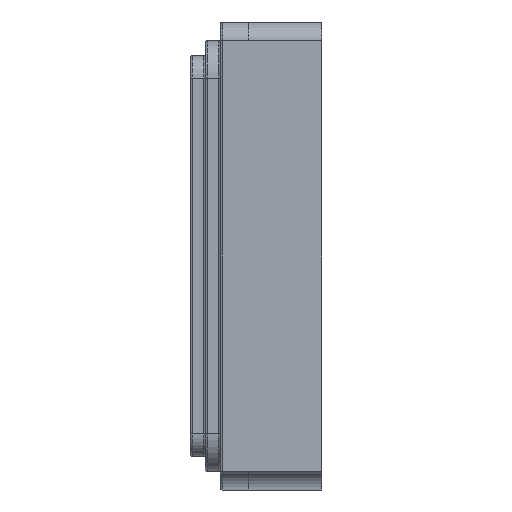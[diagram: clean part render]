
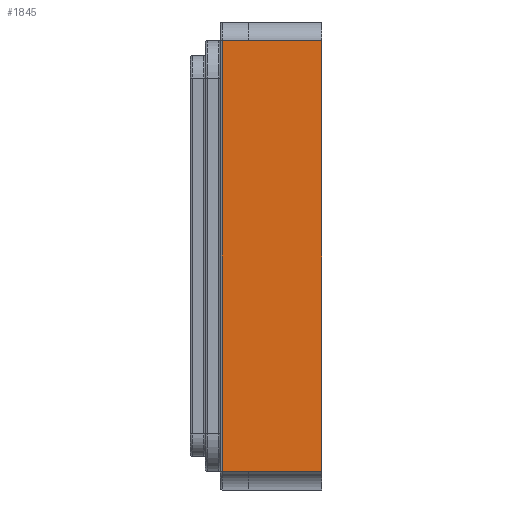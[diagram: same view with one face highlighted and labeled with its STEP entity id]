
A CAD part, left-side view. The second image highlights one B-rep face of the part: STEP entity #1845.
In plain terms, the highlighted planar face has unit normal (-1, 0, 0).
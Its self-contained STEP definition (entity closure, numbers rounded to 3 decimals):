
#9 = DIRECTION ( 'NONE',  ( 0., 0., 1. ) ) ;
#53 = VECTOR ( 'NONE', #3167, 1000. ) ;
#66 = ORIENTED_EDGE ( 'NONE', *, *, #311, .T. ) ;
#77 = DIRECTION ( 'NONE',  ( 0., 0., 1. ) ) ;
#99 = ORIENTED_EDGE ( 'NONE', *, *, #3166, .T. ) ;
#304 = LINE ( 'NONE', #1021, #928 ) ;
#311 = EDGE_CURVE ( 'NONE', #835, #1146, #304, .T. ) ;
#387 = PLANE ( 'NONE',  #1389 ) ;
#402 = DIRECTION ( 'NONE',  ( 1., 0., 0. ) ) ;
#618 = EDGE_CURVE ( 'NONE', #1927, #1670, #1284, .T. ) ;
#686 = ORIENTED_EDGE ( 'NONE', *, *, #3007, .T. ) ;
#709 = CARTESIAN_POINT ( 'NONE',  ( -1.6, 0.54, 1.15 ) ) ;
#825 = VECTOR ( 'NONE', #77, 1000. ) ;
#835 = VERTEX_POINT ( 'NONE', #2817 ) ;
#928 = VECTOR ( 'NONE', #2543, 1000. ) ;
#946 = LINE ( 'NONE', #2560, #2863 ) ;
#977 = EDGE_CURVE ( 'NONE', #2046, #3163, #1356, .T. ) ;
#1021 = CARTESIAN_POINT ( 'NONE',  ( -1.6, 0.53, -1.15 ) ) ;
#1086 = CARTESIAN_POINT ( 'NONE',  ( -1.6, 0.53, -1.15 ) ) ;
#1114 = VECTOR ( 'NONE', #2906, 1000. ) ;
#1146 = VERTEX_POINT ( 'NONE', #1086 ) ;
#1228 = EDGE_CURVE ( 'NONE', #1146, #1692, #946, .T. ) ;
#1268 = VECTOR ( 'NONE', #3336, 1000. ) ;
#1284 = LINE ( 'NONE', #2640, #1114 ) ;
#1356 = LINE ( 'NONE', #2313, #53 ) ;
#1361 = CARTESIAN_POINT ( 'NONE',  ( -1.6, 0., -1.15 ) ) ;
#1372 = CARTESIAN_POINT ( 'NONE',  ( -1.6, 0.39, -1.15 ) ) ;
#1389 = AXIS2_PLACEMENT_3D ( 'NONE', #1708, #402, #2766 ) ;
#1514 = LINE ( 'NONE', #1896, #825 ) ;
#1646 = FACE_OUTER_BOUND ( 'NONE', #1709, .T. ) ;
#1670 = VERTEX_POINT ( 'NONE', #1702 ) ;
#1692 = VERTEX_POINT ( 'NONE', #1372 ) ;
#1702 = CARTESIAN_POINT ( 'NONE',  ( -1.6, 0., 1.15 ) ) ;
#1708 = CARTESIAN_POINT ( 'NONE',  ( -1.6, 0.54, -1.15 ) ) ;
#1709 = EDGE_LOOP ( 'NONE', ( #1827, #66, #2308, #686, #99, #1941, #2123, #2847 ) ) ;
#1822 = CARTESIAN_POINT ( 'NONE',  ( -1.6, 0.54, -1.15 ) ) ;
#1827 = ORIENTED_EDGE ( 'NONE', *, *, #2363, .F. ) ;
#1845 = ADVANCED_FACE ( 'NONE', ( #1646 ), #387, .F. ) ;
#1896 = CARTESIAN_POINT ( 'NONE',  ( -1.6, 0., -1.15 ) ) ;
#1927 = VERTEX_POINT ( 'NONE', #2244 ) ;
#1926 = DIRECTION ( 'NONE',  ( 0., -1., 0. ) ) ;
#1941 = ORIENTED_EDGE ( 'NONE', *, *, #977, .T. ) ;
#1967 = LINE ( 'NONE', #709, #1268 ) ;
#1988 = VERTEX_POINT ( 'NONE', #1361 ) ;
#2046 = VERTEX_POINT ( 'NONE', #2647 ) ;
#2123 = ORIENTED_EDGE ( 'NONE', *, *, #2547, .T. ) ;
#2128 = LINE ( 'NONE', #1822, #2838 ) ;
#2244 = CARTESIAN_POINT ( 'NONE',  ( -1.6, 0.39, 1.15 ) ) ;
#2308 = ORIENTED_EDGE ( 'NONE', *, *, #1228, .T. ) ;
#2313 = CARTESIAN_POINT ( 'NONE',  ( -1.6, 0., -1.15 ) ) ;
#2360 = CARTESIAN_POINT ( 'NONE',  ( -1.6, 0., -1.15 ) ) ;
#2363 = EDGE_CURVE ( 'NONE', #835, #1927, #1967, .T. ) ;
#2543 = DIRECTION ( 'NONE',  ( 0., 0., -1. ) ) ;
#2547 = EDGE_CURVE ( 'NONE', #3163, #1670, #2792, .T. ) ;
#2560 = CARTESIAN_POINT ( 'NONE',  ( -1.6, 0.54, -1.15 ) ) ;
#2628 = VECTOR ( 'NONE', #9, 1000. ) ;
#2640 = CARTESIAN_POINT ( 'NONE',  ( -1.6, 0.54, 1.15 ) ) ;
#2647 = CARTESIAN_POINT ( 'NONE',  ( -1.6, 0., -1.08 ) ) ;
#2766 = DIRECTION ( 'NONE',  ( 0., 0., -1. ) ) ;
#2792 = LINE ( 'NONE', #2360, #2628 ) ;
#2817 = CARTESIAN_POINT ( 'NONE',  ( -1.6, 0.53, 1.15 ) ) ;
#2838 = VECTOR ( 'NONE', #3383, 1000. ) ;
#2847 = ORIENTED_EDGE ( 'NONE', *, *, #618, .F. ) ;
#2863 = VECTOR ( 'NONE', #1926, 1000. ) ;
#2906 = DIRECTION ( 'NONE',  ( 0., -1., 0. ) ) ;
#3007 = EDGE_CURVE ( 'NONE', #1692, #1988, #2128, .T. ) ;
#3163 = VERTEX_POINT ( 'NONE', #3206 ) ;
#3166 = EDGE_CURVE ( 'NONE', #1988, #2046, #1514, .T. ) ;
#3167 = DIRECTION ( 'NONE',  ( 0., 0., 1. ) ) ;
#3206 = CARTESIAN_POINT ( 'NONE',  ( -1.6, 0., 1.08 ) ) ;
#3336 = DIRECTION ( 'NONE',  ( 0., -1., 0. ) ) ;
#3383 = DIRECTION ( 'NONE',  ( 0., -1., 0. ) ) ;
